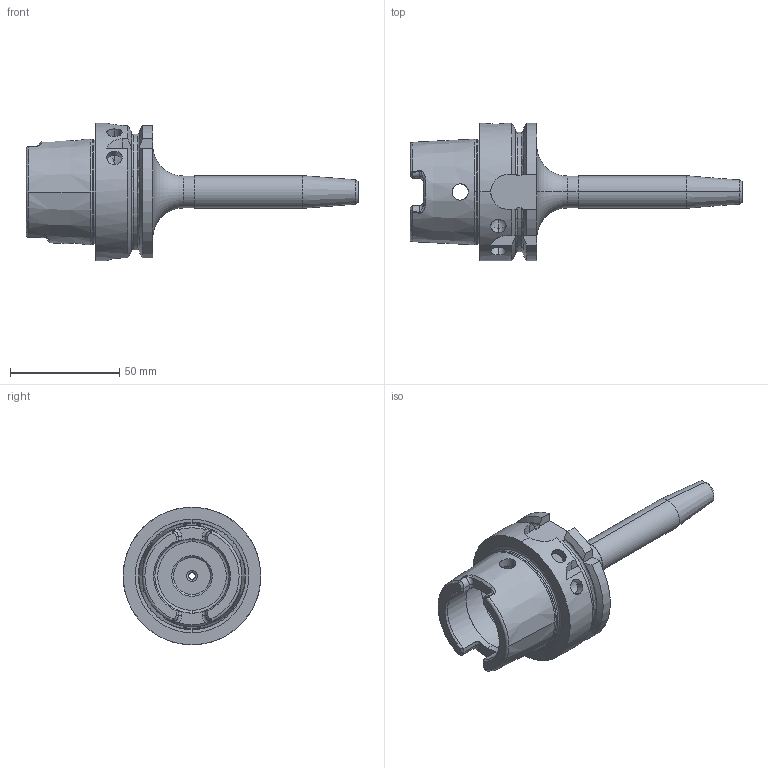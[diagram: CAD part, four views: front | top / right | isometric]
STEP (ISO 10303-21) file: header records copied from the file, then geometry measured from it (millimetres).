
FILE_DESCRIPTION (( 'STEP AP214' ), '1' );
FILE_NAME ('93.05.071.200.STEP', '2019-06-19T05:36:58', ( '' ), ( '' ), 'SwSTEP 2.0', 'SolidWorks 2014', '' );
FILE_SCHEMA (( 'AUTOMOTIVE_DESIGN' ));
Length unit declared in the file: millimetre
Products named in the file (1): 93.05.071.200
Bounding box: 152 x 63 x 63 mm (x, y, z)
Volume: 97713.8 mm3; surface area: 27905.9 mm2
Topology: 1 solids, 1 shells, 174 faces, 426 edges, 255 vertices
Faces by surface type: cylinder 52, plane 43, cone 38, torus 25, bspline 16
Entity records: 8316 total; most frequent: CARTESIAN_POINT 2462, ORIENTED_EDGE 840, DIRECTION 785, EDGE_CURVE 420, AXIS2_PLACEMENT_3D 321, VERTEX_POINT 255, EDGE_LOOP 187, UNCERTAINTY_MEASURE_WITH_UNIT 177
